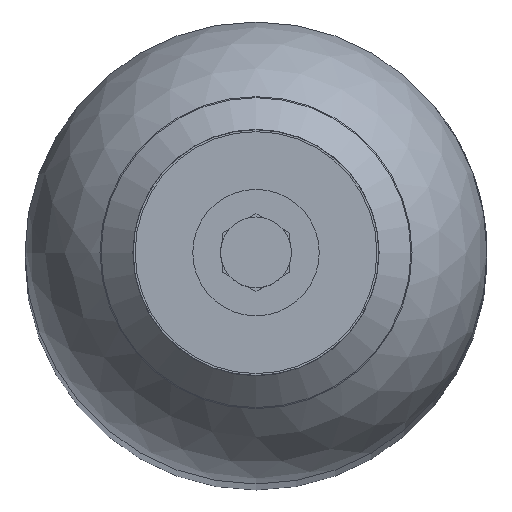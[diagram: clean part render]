
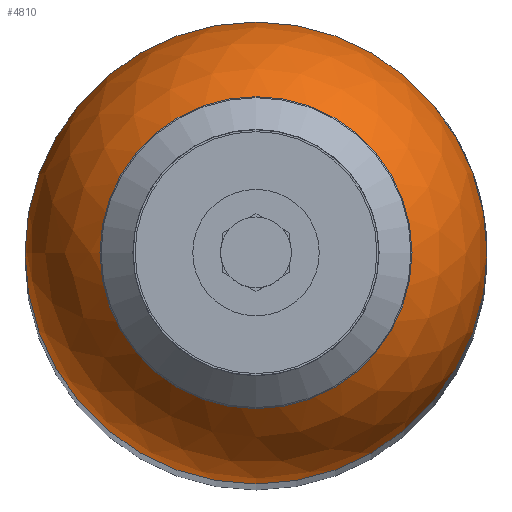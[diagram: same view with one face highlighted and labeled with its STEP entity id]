
A CAD part, top view. The second image highlights one B-rep face of the part: STEP entity #4810.
In plain terms, the highlighted spherical face has radius 109.55 mm.
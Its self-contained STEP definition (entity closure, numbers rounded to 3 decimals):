
#24=SPHERICAL_SURFACE('',#5163,109.55);
#1012=ORIENTED_EDGE('',*,*,#1853,.T.);
#1013=ORIENTED_EDGE('',*,*,#1854,.F.);
#1853=EDGE_CURVE('',#2234,#2234,#2443,.T.);
#1854=EDGE_CURVE('',#2235,#2235,#2444,.T.);
#2234=VERTEX_POINT('',#8091);
#2235=VERTEX_POINT('',#8094);
#2443=CIRCLE('',#5162,30.);
#2444=CIRCLE('',#5164,109.55);
#2624=EDGE_LOOP('',(#1012));
#2625=EDGE_LOOP('',(#1013));
#2902=FACE_BOUND('',#2624,.T.);
#2903=FACE_BOUND('',#2625,.T.);
#4810=ADVANCED_FACE('',(#2902,#2903),#24,.T.);
#5162=AXIS2_PLACEMENT_3D('',#8090,#5970,#5971);
#5163=AXIS2_PLACEMENT_3D('',#8092,#5972,#5973);
#5164=AXIS2_PLACEMENT_3D('',#8093,#5974,#5975);
#5970=DIRECTION('',(0.,0.,-1.));
#5971=DIRECTION('',(-1.,0.,0.));
#5972=DIRECTION('',(0.,0.,-1.));
#5973=DIRECTION('',(0.,-1.,0.));
#5974=DIRECTION('',(0.,0.,-1.));
#5975=DIRECTION('',(-1.,0.,0.));
#8090=CARTESIAN_POINT('',(0.,0.,1886.5));
#8091=CARTESIAN_POINT('',(-30.,0.,1886.5));
#8092=CARTESIAN_POINT('',(0.,0.,1781.138));
#8093=CARTESIAN_POINT('',(0.,0.,1781.138));
#8094=CARTESIAN_POINT('',(-109.55,0.,1781.138));
